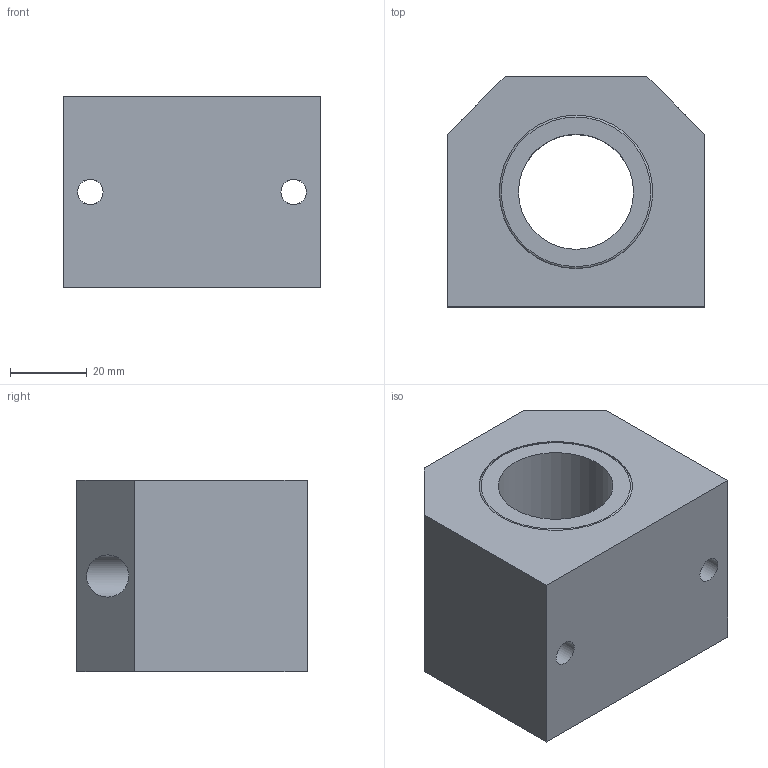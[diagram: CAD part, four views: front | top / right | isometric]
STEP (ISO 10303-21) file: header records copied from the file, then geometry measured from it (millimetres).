
FILE_DESCRIPTION(/* description */ ('Kompakt Gehäuseeinheit'),/* implementation_level */ '2;1');
FILE_NAME(/* name */ '190209-0.step',/* time_stamp */ '2021-08-18T07:58:20+02:00',/* author */ ('MuellerJ'),/* organization */ (''),/* preprocessor_version */ 'ST-DEVELOPER v18.1',/* originating_system */ 'Autodesk Inventor 2021',/* authorisation */ '');
FILE_SCHEMA (('AUTOMOTIVE_DESIGN { 1 0 10303 214 3 1 1 }'));
Length unit declared in the file: millimetre
Products named in the file (3): leer; leer_1; leer_2
Assembly tree (2 placements, depth 2):
  leer
    leer_1
    leer_2
Bounding box: 67 x 60 x 50 mm (x, y, z)
Volume: 147670.8 mm3; surface area: 37946 mm2
Topology: 2 solids, 2 shells, 26 faces, 56 edges, 36 vertices
Faces by surface type: plane 12, cylinder 10, cone 2, torus 2
Full cylindrical faces by diameter (mm): 6.6 x2, 6.647 x3, 11 x2, 30 x1, 40 x2
Entity records: 878 total; most frequent: CARTESIAN_POINT 156, DIRECTION 142, ORIENTED_EDGE 112, EDGE_CURVE 56, AXIS2_PLACEMENT_3D 56, EDGE_LOOP 38, VERTEX_POINT 36, LINE 30
